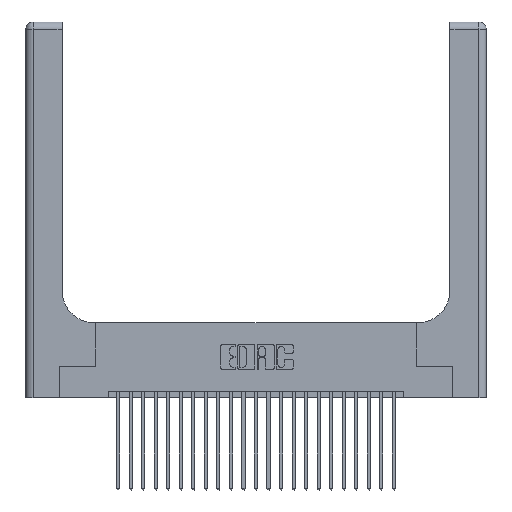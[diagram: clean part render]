
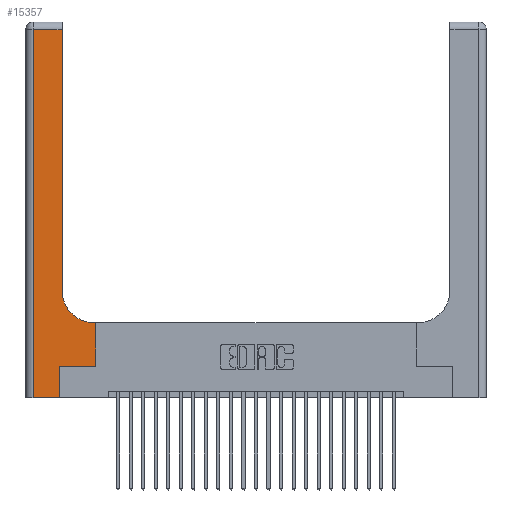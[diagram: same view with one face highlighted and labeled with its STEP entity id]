
A CAD part, top view. The second image highlights one B-rep face of the part: STEP entity #15357.
In plain terms, the highlighted planar face has unit normal (0, 0, 1).
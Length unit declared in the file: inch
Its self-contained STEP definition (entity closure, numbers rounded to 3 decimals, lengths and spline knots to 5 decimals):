
#43 = VERTEX_POINT ( 'NONE', #20203 ) ;
#81 = VECTOR ( 'NONE', #15952, 39.37008 ) ;
#718 = EDGE_CURVE ( 'NONE', #43, #1224, #2813, .T. ) ;
#1096 = ORIENTED_EDGE ( 'NONE', *, *, #25704, .T. ) ;
#1224 = VERTEX_POINT ( 'NONE', #22495 ) ;
#2057 = CARTESIAN_POINT ( 'NONE',  ( 0.2915, 0.6, 0.37 ) ) ;
#2813 = LINE ( 'NONE', #15092, #12770 ) ;
#3409 = EDGE_CURVE ( 'NONE', #21068, #43, #18209, .T. ) ;
#3455 = DIRECTION ( 'NONE',  ( 0., 1., 0. ) ) ;
#3562 = VECTOR ( 'NONE', #3455, 39.37008 ) ;
#4495 = LINE ( 'NONE', #22828, #8523 ) ;
#4888 = LINE ( 'NONE', #2057, #81 ) ;
#5351 = VERTEX_POINT ( 'NONE', #14171 ) ;
#5483 = CARTESIAN_POINT ( 'NONE',  ( 0.269, 0., 0.37 ) ) ;
#5537 = DIRECTION ( 'NONE',  ( 1., 0., 0. ) ) ;
#5621 = VECTOR ( 'NONE', #5537, 39.37008 ) ;
#5672 = AXIS2_PLACEMENT_3D ( 'NONE', #23087, #11187, #25091 ) ;
#6054 = ORIENTED_EDGE ( 'NONE', *, *, #16600, .T. ) ;
#6158 = ORIENTED_EDGE ( 'NONE', *, *, #10282, .T. ) ;
#6243 = LINE ( 'NONE', #21149, #5621 ) ;
#6256 = ORIENTED_EDGE ( 'NONE', *, *, #21593, .T. ) ;
#7059 = CARTESIAN_POINT ( 'NONE',  ( 0.2915, 0.85, 0.37 ) ) ;
#7620 = ORIENTED_EDGE ( 'NONE', *, *, #19601, .T. ) ;
#7623 = DIRECTION ( 'NONE',  ( -1., 0., 0. ) ) ;
#7734 = ORIENTED_EDGE ( 'NONE', *, *, #3409, .T. ) ;
#8181 = LINE ( 'NONE', #19018, #12211 ) ;
#8223 = AXIS2_PLACEMENT_3D ( 'NONE', #9197, #23095, #11202 ) ;
#8315 = EDGE_CURVE ( 'NONE', #1224, #5351, #4888, .T. ) ;
#8523 = VECTOR ( 'NONE', #24833, 39.37008 ) ;
#9185 = ORIENTED_EDGE ( 'NONE', *, *, #8315, .T. ) ;
#9187 = PLANE ( 'NONE',  #5672 ) ;
#9197 = CARTESIAN_POINT ( 'NONE',  ( 0.5415, 0.85, 0.37 ) ) ;
#10282 = EDGE_CURVE ( 'NONE', #10308, #17633, #4495, .T. ) ;
#10308 = VERTEX_POINT ( 'NONE', #7059 ) ;
#11135 = DIRECTION ( 'NONE',  ( 0., 1., 0. ) ) ;
#11187 = DIRECTION ( 'NONE',  ( 0., 0., -1. ) ) ;
#11202 = DIRECTION ( 'NONE',  ( 1., 0., 0. ) ) ;
#12211 = VECTOR ( 'NONE', #21046, 39.37008 ) ;
#12770 = VECTOR ( 'NONE', #11135, 39.37008 ) ;
#13554 = VECTOR ( 'NONE', #23070, 39.37008 ) ;
#13605 = VECTOR ( 'NONE', #7623, 39.37008 ) ;
#14171 = CARTESIAN_POINT ( 'NONE',  ( 0.5415, 0.6, 0.37 ) ) ;
#15092 = CARTESIAN_POINT ( 'NONE',  ( 0.5585, 0.25, 0.37 ) ) ;
#15357 = ADVANCED_FACE ( 'NONE', ( #16559 ), #9187, .F. ) ;
#15952 = DIRECTION ( 'NONE',  ( -1., 0., 0. ) ) ;
#16559 = FACE_OUTER_BOUND ( 'NONE', #25277, .T. ) ;
#16600 = EDGE_CURVE ( 'NONE', #20449, #20354, #8181, .T. ) ;
#16814 = ORIENTED_EDGE ( 'NONE', *, *, #22151, .T. ) ;
#17633 = VERTEX_POINT ( 'NONE', #19423 ) ;
#18209 = LINE ( 'NONE', #19157, #13554 ) ;
#18894 = LINE ( 'NONE', #21506, #13605 ) ;
#18970 = CARTESIAN_POINT ( 'NONE',  ( 0.269, 0., 0.37 ) ) ;
#19018 = CARTESIAN_POINT ( 'NONE',  ( 0.06, 3., 0.37 ) ) ;
#19157 = CARTESIAN_POINT ( 'NONE',  ( 0.269, 0.25, 0.37 ) ) ;
#19423 = CARTESIAN_POINT ( 'NONE',  ( 0.2915, 2.94, 0.37 ) ) ;
#19601 = EDGE_CURVE ( 'NONE', #17633, #20449, #18894, .T. ) ;
#20203 = CARTESIAN_POINT ( 'NONE',  ( 0.5585, 0.25, 0.37 ) ) ;
#20354 = VERTEX_POINT ( 'NONE', #20869 ) ;
#20449 = VERTEX_POINT ( 'NONE', #25274 ) ;
#20652 = LINE ( 'NONE', #5483, #3562 ) ;
#20869 = CARTESIAN_POINT ( 'NONE',  ( 0.06, 0., 0.37 ) ) ;
#21046 = DIRECTION ( 'NONE',  ( 0., -1., 0. ) ) ;
#21068 = VERTEX_POINT ( 'NONE', #21177 ) ;
#21149 = CARTESIAN_POINT ( 'NONE',  ( 0., 0., 0.37 ) ) ;
#21177 = CARTESIAN_POINT ( 'NONE',  ( 0.269, 0.25, 0.37 ) ) ;
#21506 = CARTESIAN_POINT ( 'NONE',  ( 0., 2.94, 0.37 ) ) ;
#21593 = EDGE_CURVE ( 'NONE', #20354, #24294, #6243, .T. ) ;
#22151 = EDGE_CURVE ( 'NONE', #5351, #10308, #24190, .T. ) ;
#22495 = CARTESIAN_POINT ( 'NONE',  ( 0.5585, 0.6, 0.37 ) ) ;
#22828 = CARTESIAN_POINT ( 'NONE',  ( 0.2915, 3., 0.37 ) ) ;
#23070 = DIRECTION ( 'NONE',  ( 1., 0., 0. ) ) ;
#23087 = CARTESIAN_POINT ( 'NONE',  ( 0., 3., 0.37 ) ) ;
#23095 = DIRECTION ( 'NONE',  ( 0., 0., -1. ) ) ;
#23728 = ORIENTED_EDGE ( 'NONE', *, *, #718, .T. ) ;
#24190 = CIRCLE ( 'NONE', #8223, 0.25 ) ;
#24294 = VERTEX_POINT ( 'NONE', #18970 ) ;
#24833 = DIRECTION ( 'NONE',  ( 0., 1., 0. ) ) ;
#25091 = DIRECTION ( 'NONE',  ( -1., 0., 0. ) ) ;
#25274 = CARTESIAN_POINT ( 'NONE',  ( 0.06, 2.94, 0.37 ) ) ;
#25277 = EDGE_LOOP ( 'NONE', ( #6158, #7620, #6054, #6256, #1096, #7734, #23728, #9185, #16814 ) ) ;
#25704 = EDGE_CURVE ( 'NONE', #24294, #21068, #20652, .T. ) ;
